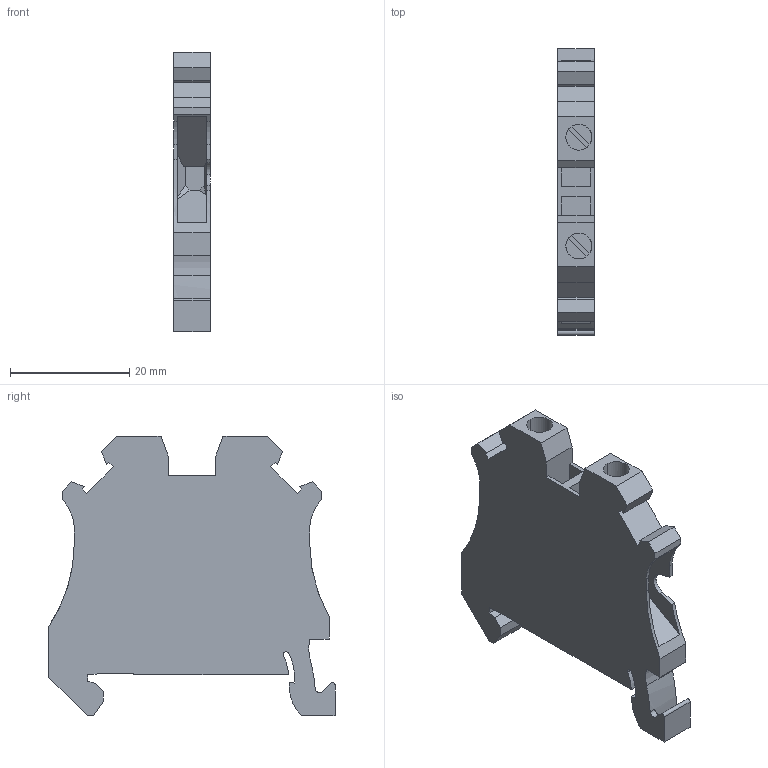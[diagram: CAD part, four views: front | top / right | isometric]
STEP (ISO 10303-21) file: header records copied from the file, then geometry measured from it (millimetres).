
FILE_DESCRIPTION(('Creo Elements/Direct Modeling STEP Export'),'2;1');
FILE_NAME('model.stp','2019-01-14T10:34:59',(''),(''),'Creo Elements/Direct Modeling STEP processor for AP214 (Solid Model)','Creo Elements/Direct Modeling 18.1I 14-Aug-2016 (C) Parametric Technology GmbH','');
FILE_SCHEMA(('AUTOMOTIVE_DESIGN { 1 0 10303 214 1 1 1 1 }'));
Length unit declared in the file: millimetre
Products named in the file (2): UT_4_BU-select
Assembly tree (1 placements, depth 2):
  UT_4_BU-select
    UT_4_BU-select
Bounding box: 6.15 x 48 x 46.85 mm (x, y, z)
Volume: 8340.4 mm3; surface area: 5756.5 mm2
Topology: 1 solids, 1 shells, 136 faces, 391 edges, 259 vertices
Faces by surface type: plane 112, cylinder 24
Entity records: 5440 total; most frequent: ORIENTED_EDGE 782, CARTESIAN_POINT 765, DIRECTION 688, EDGE_CURVE 391, VECTOR 324, LINE 324, VERTEX_POINT 259, AXIS2_PLACEMENT_3D 182
